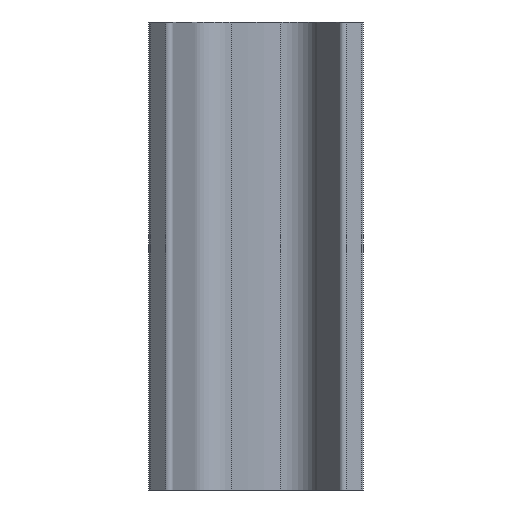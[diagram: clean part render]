
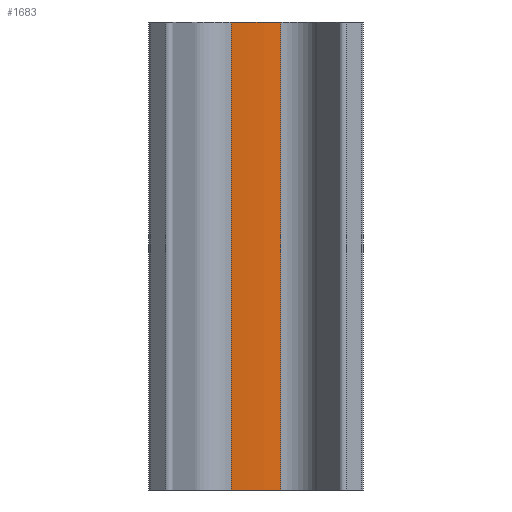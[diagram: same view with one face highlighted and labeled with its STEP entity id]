
A CAD part, front view. The second image highlights one B-rep face of the part: STEP entity #1683.
In plain terms, the highlighted cylindrical face has radius 12 mm (diameter 24 mm), a partial arc.
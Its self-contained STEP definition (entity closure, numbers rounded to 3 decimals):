
#73 = PLANE('',#74);
#74 = AXIS2_PLACEMENT_3D('',#75,#76,#77);
#75 = CARTESIAN_POINT('',(6.519,-2.3,0.));
#76 = DIRECTION('',(0.,0.,1.));
#77 = DIRECTION('',(1.,0.,-0.));
#128 = PLANE('',#129);
#129 = AXIS2_PLACEMENT_3D('',#130,#131,#132);
#130 = CARTESIAN_POINT('',(6.519,-2.3,-20.));
#131 = DIRECTION('',(0.,0.,1.));
#132 = DIRECTION('',(1.,0.,-0.));
#1564 = CYLINDRICAL_SURFACE('',#1565,1.5);
#1565 = AXIS2_PLACEMENT_3D('',#1566,#1567,#1568);
#1566 = CARTESIAN_POINT('',(1.187,-2.648,-20.));
#1567 = DIRECTION('',(0.,0.,-1.));
#1568 = DIRECTION('',(1.,0.,0.));
#1603 = VERTEX_POINT('',#1604);
#1604 = CARTESIAN_POINT('',(1.055,-1.154,-20.));
#1630 = EDGE_CURVE('',#1603,#1631,#1633,.T.);
#1631 = VERTEX_POINT('',#1632);
#1632 = CARTESIAN_POINT('',(1.055,-1.154,0.));
#1633 = SURFACE_CURVE('',#1634,(#1638,#1645),.PCURVE_S1.);
#1634 = LINE('',#1635,#1636);
#1635 = CARTESIAN_POINT('',(1.055,-1.154,-20.));
#1636 = VECTOR('',#1637,1.);
#1637 = DIRECTION('',(0.,0.,1.));
#1638 = PCURVE('',#1564,#1639);
#1639 = DEFINITIONAL_REPRESENTATION('',(#1640),#1644);
#1640 = LINE('',#1641,#1642);
#1641 = CARTESIAN_POINT('',(4.624,0.));
#1642 = VECTOR('',#1643,1.);
#1643 = DIRECTION('',(0.,-1.));
#1644 = ( GEOMETRIC_REPRESENTATION_CONTEXT(2) 
PARAMETRIC_REPRESENTATION_CONTEXT() REPRESENTATION_CONTEXT('2D SPACE',''
  ) );
#1645 = PCURVE('',#1646,#1651);
#1646 = CYLINDRICAL_SURFACE('',#1647,12.);
#1647 = AXIS2_PLACEMENT_3D('',#1648,#1649,#1650);
#1648 = CARTESIAN_POINT('',(0.,10.8,-20.));
#1649 = DIRECTION('',(0.,0.,-1.));
#1650 = DIRECTION('',(1.,0.,0.));
#1651 = DEFINITIONAL_REPRESENTATION('',(#1652),#1656);
#1652 = LINE('',#1653,#1654);
#1653 = CARTESIAN_POINT('',(1.483,0.));
#1654 = VECTOR('',#1655,1.);
#1655 = DIRECTION('',(0.,-1.));
#1656 = ( GEOMETRIC_REPRESENTATION_CONTEXT(2) 
PARAMETRIC_REPRESENTATION_CONTEXT() REPRESENTATION_CONTEXT('2D SPACE',''
  ) );
#1683 = ADVANCED_FACE('',(#1684),#1646,.T.);
#1684 = FACE_BOUND('',#1685,.T.);
#1685 = EDGE_LOOP('',(#1686,#1710,#1738,#1760));
#1686 = ORIENTED_EDGE('',*,*,#1687,.F.);
#1687 = EDGE_CURVE('',#1688,#1631,#1690,.T.);
#1688 = VERTEX_POINT('',#1689);
#1689 = CARTESIAN_POINT('',(-1.055,-1.154,0.));
#1690 = SURFACE_CURVE('',#1691,(#1696,#1703),.PCURVE_S1.);
#1691 = CIRCLE('',#1692,12.);
#1692 = AXIS2_PLACEMENT_3D('',#1693,#1694,#1695);
#1693 = CARTESIAN_POINT('',(0.,10.8,0.));
#1694 = DIRECTION('',(0.,0.,1.));
#1695 = DIRECTION('',(-1.,0.,0.));
#1696 = PCURVE('',#1646,#1697);
#1697 = DEFINITIONAL_REPRESENTATION('',(#1698),#1702);
#1698 = LINE('',#1699,#1700);
#1699 = CARTESIAN_POINT('',(3.142,-20.));
#1700 = VECTOR('',#1701,1.);
#1701 = DIRECTION('',(-1.,0.));
#1702 = ( GEOMETRIC_REPRESENTATION_CONTEXT(2) 
PARAMETRIC_REPRESENTATION_CONTEXT() REPRESENTATION_CONTEXT('2D SPACE',''
  ) );
#1703 = PCURVE('',#73,#1704);
#1704 = DEFINITIONAL_REPRESENTATION('',(#1705),#1709);
#1705 = CIRCLE('',#1706,12.);
#1706 = AXIS2_PLACEMENT_2D('',#1707,#1708);
#1707 = CARTESIAN_POINT('',(-6.519,13.1));
#1708 = DIRECTION('',(-1.,0.));
#1709 = ( GEOMETRIC_REPRESENTATION_CONTEXT(2) 
PARAMETRIC_REPRESENTATION_CONTEXT() REPRESENTATION_CONTEXT('2D SPACE',''
  ) );
#1710 = ORIENTED_EDGE('',*,*,#1711,.F.);
#1711 = EDGE_CURVE('',#1712,#1688,#1714,.T.);
#1712 = VERTEX_POINT('',#1713);
#1713 = CARTESIAN_POINT('',(-1.055,-1.154,-20.));
#1714 = SURFACE_CURVE('',#1715,(#1719,#1726),.PCURVE_S1.);
#1715 = LINE('',#1716,#1717);
#1716 = CARTESIAN_POINT('',(-1.055,-1.154,-20.));
#1717 = VECTOR('',#1718,1.);
#1718 = DIRECTION('',(0.,0.,1.));
#1719 = PCURVE('',#1646,#1720);
#1720 = DEFINITIONAL_REPRESENTATION('',(#1721),#1725);
#1721 = LINE('',#1722,#1723);
#1722 = CARTESIAN_POINT('',(1.659,0.));
#1723 = VECTOR('',#1724,1.);
#1724 = DIRECTION('',(0.,-1.));
#1725 = ( GEOMETRIC_REPRESENTATION_CONTEXT(2) 
PARAMETRIC_REPRESENTATION_CONTEXT() REPRESENTATION_CONTEXT('2D SPACE',''
  ) );
#1726 = PCURVE('',#1727,#1732);
#1727 = CYLINDRICAL_SURFACE('',#1728,1.5);
#1728 = AXIS2_PLACEMENT_3D('',#1729,#1730,#1731);
#1729 = CARTESIAN_POINT('',(-1.187,-2.648,-20.));
#1730 = DIRECTION('',(0.,0.,-1.));
#1731 = DIRECTION('',(1.,0.,0.));
#1732 = DEFINITIONAL_REPRESENTATION('',(#1733),#1737);
#1733 = LINE('',#1734,#1735);
#1734 = CARTESIAN_POINT('',(4.8,0.));
#1735 = VECTOR('',#1736,1.);
#1736 = DIRECTION('',(0.,-1.));
#1737 = ( GEOMETRIC_REPRESENTATION_CONTEXT(2) 
PARAMETRIC_REPRESENTATION_CONTEXT() REPRESENTATION_CONTEXT('2D SPACE',''
  ) );
#1738 = ORIENTED_EDGE('',*,*,#1739,.T.);
#1739 = EDGE_CURVE('',#1712,#1603,#1740,.T.);
#1740 = SURFACE_CURVE('',#1741,(#1746,#1753),.PCURVE_S1.);
#1741 = CIRCLE('',#1742,12.);
#1742 = AXIS2_PLACEMENT_3D('',#1743,#1744,#1745);
#1743 = CARTESIAN_POINT('',(0.,10.8,-20.));
#1744 = DIRECTION('',(0.,0.,1.));
#1745 = DIRECTION('',(-1.,0.,0.));
#1746 = PCURVE('',#1646,#1747);
#1747 = DEFINITIONAL_REPRESENTATION('',(#1748),#1752);
#1748 = LINE('',#1749,#1750);
#1749 = CARTESIAN_POINT('',(3.142,0.));
#1750 = VECTOR('',#1751,1.);
#1751 = DIRECTION('',(-1.,0.));
#1752 = ( GEOMETRIC_REPRESENTATION_CONTEXT(2) 
PARAMETRIC_REPRESENTATION_CONTEXT() REPRESENTATION_CONTEXT('2D SPACE',''
  ) );
#1753 = PCURVE('',#128,#1754);
#1754 = DEFINITIONAL_REPRESENTATION('',(#1755),#1759);
#1755 = CIRCLE('',#1756,12.);
#1756 = AXIS2_PLACEMENT_2D('',#1757,#1758);
#1757 = CARTESIAN_POINT('',(-6.519,13.1));
#1758 = DIRECTION('',(-1.,0.));
#1759 = ( GEOMETRIC_REPRESENTATION_CONTEXT(2) 
PARAMETRIC_REPRESENTATION_CONTEXT() REPRESENTATION_CONTEXT('2D SPACE',''
  ) );
#1760 = ORIENTED_EDGE('',*,*,#1630,.T.);
